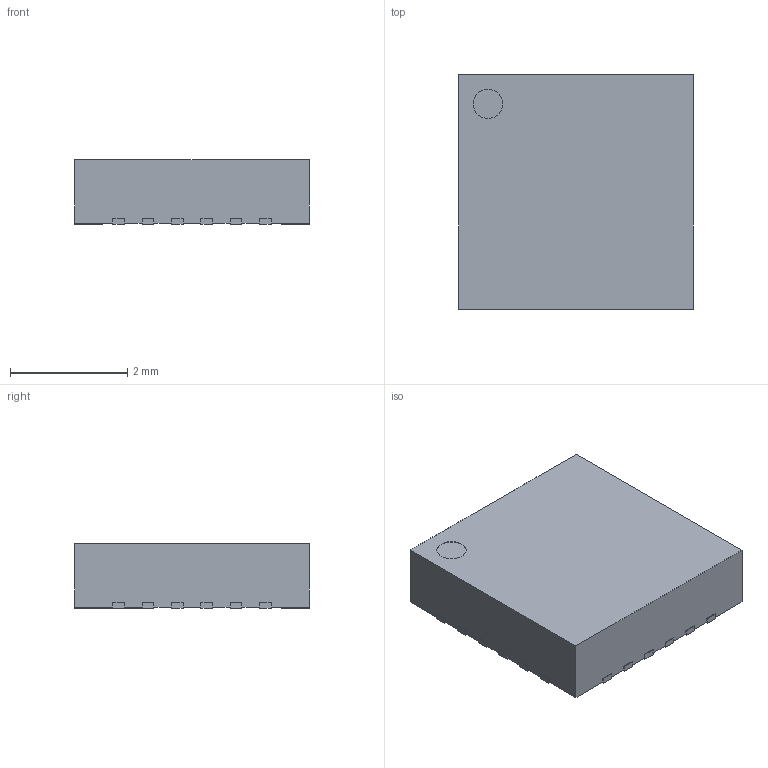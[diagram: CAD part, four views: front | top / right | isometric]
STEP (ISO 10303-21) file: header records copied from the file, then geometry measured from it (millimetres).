
FILE_DESCRIPTION (( 'STEP AP214' ), '1' );
FILE_NAME ('FCQFN24 - MP2637.stp.STEP', '2020-09-07T06:10:29', ( 'Bee-bee-mama' ), ( '' ), 'SwSTEP 2.0', 'SolidWorks 2018', '' );
FILE_SCHEMA (( 'AUTOMOTIVE_DESIGN' ));
Length unit declared in the file: millimetre
Products named in the file (1): FCQFN24 - MP2637.stp
Bounding box: 4.02 x 4.02 x 1.1 mm (x, y, z)
Volume: 17.3 mm3; surface area: 50.2 mm2
Topology: 1 solids, 1 shells, 153 faces, 450 edges, 300 vertices
Faces by surface type: plane 151, cylinder 2
Entity records: 5121 total; most frequent: CARTESIAN_POINT 904, ORIENTED_EDGE 900, DIRECTION 762, EDGE_CURVE 450, LINE 446, VECTOR 446, VERTEX_POINT 300, AXIS2_PLACEMENT_3D 158
